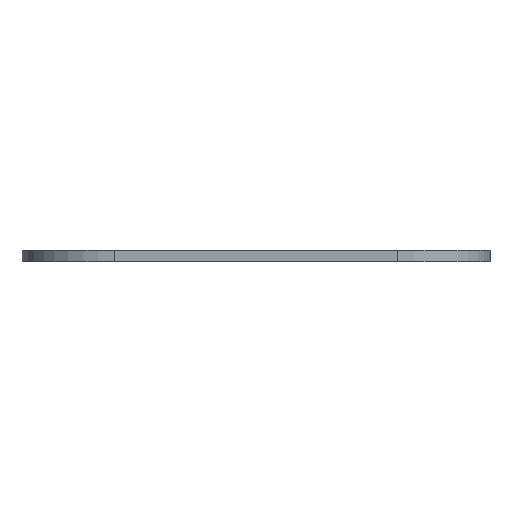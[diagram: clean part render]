
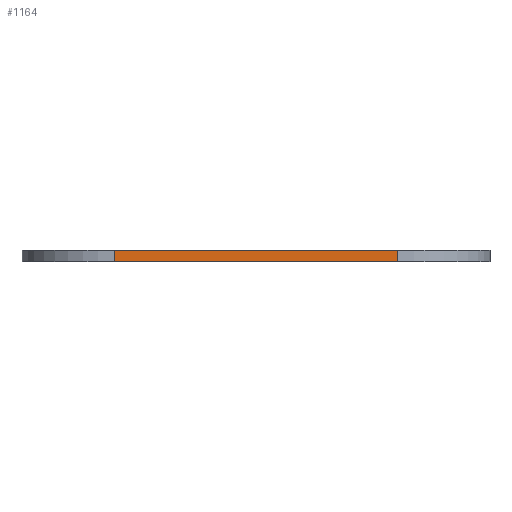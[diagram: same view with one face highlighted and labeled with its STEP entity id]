
A CAD part, left-side view. The second image highlights one B-rep face of the part: STEP entity #1164.
In plain terms, the highlighted planar face has unit normal (-1, 0, 0).
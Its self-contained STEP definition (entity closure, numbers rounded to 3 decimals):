
#102=PLANE('',#1328);
#152=FACE_OUTER_BOUND('',#248,.T.);
#248=EDGE_LOOP('',(#993,#994,#995,#996));
#343=LINE('',#1960,#402);
#347=LINE('',#1975,#406);
#348=LINE('',#1978,#407);
#349=LINE('',#1979,#408);
#402=VECTOR('',#1647,10.);
#406=VECTOR('',#1661,10.);
#407=VECTOR('',#1664,10.);
#408=VECTOR('',#1665,10.);
#599=VERTEX_POINT('',#1957);
#600=VERTEX_POINT('',#1959);
#606=VERTEX_POINT('',#1973);
#607=VERTEX_POINT('',#1977);
#744=EDGE_CURVE('',#599,#600,#343,.T.);
#752=EDGE_CURVE('',#599,#606,#347,.T.);
#753=EDGE_CURVE('',#607,#606,#348,.T.);
#754=EDGE_CURVE('',#600,#607,#349,.T.);
#993=ORIENTED_EDGE('',*,*,#752,.T.);
#994=ORIENTED_EDGE('',*,*,#753,.F.);
#995=ORIENTED_EDGE('',*,*,#754,.F.);
#996=ORIENTED_EDGE('',*,*,#744,.F.);
#1164=ADVANCED_FACE('',(#152),#102,.T.);
#1328=AXIS2_PLACEMENT_3D('',#1976,#1662,#1663);
#1647=DIRECTION('',(0.,1.,0.));
#1661=DIRECTION('',(0.,0.,1.));
#1662=DIRECTION('center_axis',(-1.,0.,0.));
#1663=DIRECTION('ref_axis',(0.,-1.,0.));
#1664=DIRECTION('',(0.,-1.,0.));
#1665=DIRECTION('',(0.,0.,1.));
#1957=CARTESIAN_POINT('',(-35.774,-12.25,-0.5));
#1959=CARTESIAN_POINT('',(-35.774,12.25,-0.5));
#1960=CARTESIAN_POINT('',(-35.774,12.25,-0.5));
#1973=CARTESIAN_POINT('',(-35.774,-12.25,0.5));
#1975=CARTESIAN_POINT('',(-35.774,-12.25,0.));
#1976=CARTESIAN_POINT('Origin',(-35.774,12.25,0.));
#1977=CARTESIAN_POINT('',(-35.774,12.25,0.5));
#1978=CARTESIAN_POINT('',(-35.774,12.25,0.5));
#1979=CARTESIAN_POINT('',(-35.774,12.25,0.));
